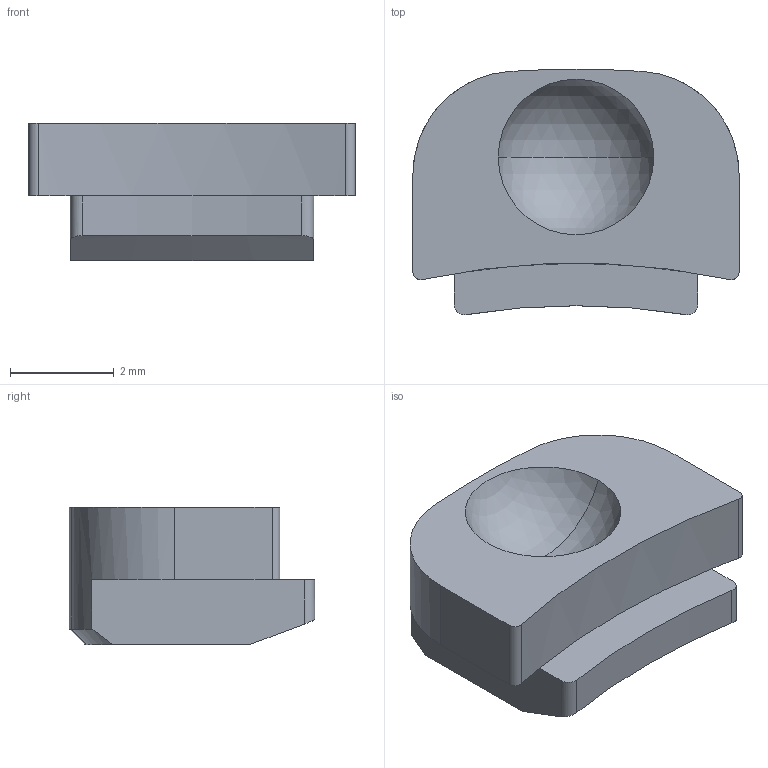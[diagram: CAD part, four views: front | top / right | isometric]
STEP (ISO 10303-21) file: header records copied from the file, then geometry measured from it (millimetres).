
FILE_DESCRIPTION (( 'STEP AP214' ), '1' );
FILE_NAME ('EXTRACTEUR.STEP', '2020-05-10T08:46:48', ( '' ), ( '' ), 'SwSTEP 2.0', 'SolidWorks 2016', '' );
FILE_SCHEMA (( 'AUTOMOTIVE_DESIGN' ));
Length unit declared in the file: millimetre
Products named in the file (1): EXTRACTEUR
Bounding box: 6.3 x 4.74 x 2.65 mm (x, y, z)
Volume: 52 mm3; surface area: 101.8 mm2
Topology: 1 solids, 1 shells, 24 faces, 59 edges, 38 vertices
Faces by surface type: cylinder 9, plane 9, cone 4, sphere 2
Entity records: 768 total; most frequent: CARTESIAN_POINT 150, DIRECTION 130, ORIENTED_EDGE 118, EDGE_CURVE 59, AXIS2_PLACEMENT_3D 52, VERTEX_POINT 38, CIRCLE 27, VECTOR 26
